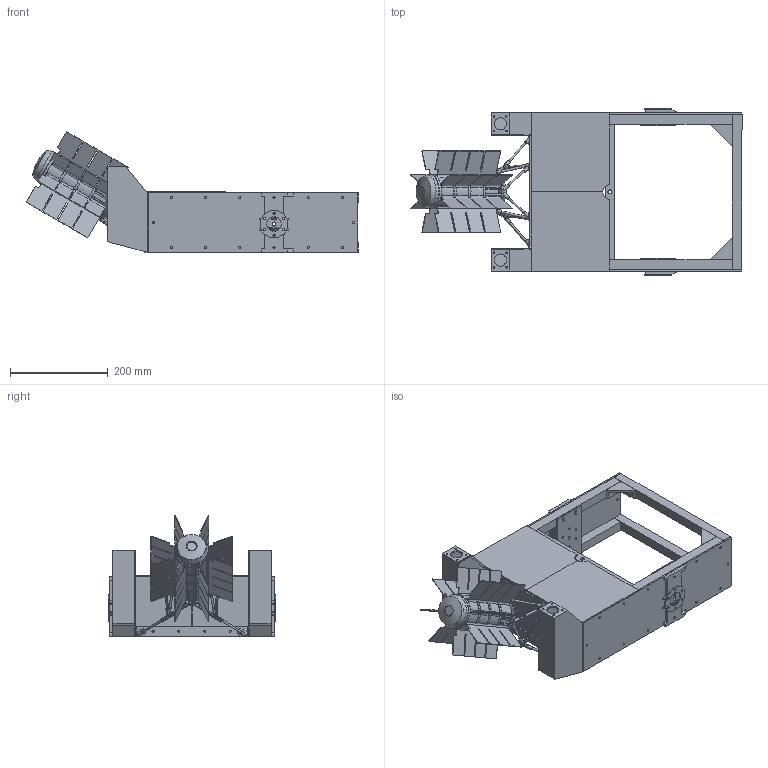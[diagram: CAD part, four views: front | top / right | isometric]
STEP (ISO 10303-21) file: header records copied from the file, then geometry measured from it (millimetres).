
FILE_DESCRIPTION(/* description */ (''),/* implementation_level */ '2;1');
FILE_NAME(/* name */ 'Chassis Assembly v9.stp',/* time_stamp */ '2020-12-05T17:48:43+01:00',/* author */ (''),/* organization */ (''),/* preprocessor_version */ 'ST-DEVELOPER v18.1',/* originating_system */ 'Autodesk Translation Framework v9.3.0.1241',/* authorisation */ '');
FILE_SCHEMA (('AUTOMOTIVE_DESIGN { 1 0 10303 214 3 1 1 }'));
Length unit declared in the file: millimetre
Products named in the file (33): _Chassis Assembly; Aluminium Profiles 20x20; Profile_20x20x277; Profile_20x20x317; Profile_20x20x389; Corner Structure; Side Cover; Support Suspension - IN; Back Cover; Back Extention; Back Ext - Right; Back Ext Cover - Right; Back Ext - Left; Back Ext Cover - Left; Support Suspension - OUT; Right; Left; Rondelle suspension; Up Cover; Up  Cover - Back; RTG; RTG_1; RTG Cover; Sup1; Sup2; Support RTG; Raccord Tige; Raccord Tige(Mirror); tige 155.5; tige 81.8; Tige 72.4; Tige 75.0; Tige 56.3
Assembly tree (51 placements, depth 3):
  _Chassis Assembly
    Aluminium Profiles 20x20
      Profile_20x20x317  x4
      Profile_20x20x389  x4
      Profile_20x20x277
      Corner Structure  x4
    Side Cover  x2
    Support Suspension - IN  x2
    Back Cover  x2
    Back Extention
      Back Ext - Right
      Back Ext Cover - Right
      Back Ext - Left
      Back Ext Cover - Left
    Support Suspension - OUT
      Right
      Left
    Rondelle suspension  x2
    Up Cover
      Up  Cover - Back
    RTG
      RTG_1
      RTG Cover  x2
      Sup1
      Sup2
      Support RTG
      Raccord Tige
      Raccord Tige(Mirror)
      tige 155.5  x2
      tige 81.8  x2
      Tige 72.4  x2
      Tige 56.3  x2
      Tige 75.0  x2
Bounding box: 679.9 x 342 x 246.91 mm (x, y, z)
Volume: 3248396.3 mm3; surface area: 1248708.4 mm2
Topology: 47 solids, 47 shells, 1734 faces, 4693 edges, 3108 vertices
Faces by surface type: plane 981, cylinder 427, bspline 312, cone 10, torus 4
Full cylindrical faces by diameter (mm): 1.5 x5, 3.2 x8, 3.5 x4, 4.2 x146, 4.4 x2, 6.2 x18, 8 x4, 8.2 x3, 10 x8, 25 x2, 30 x2, 59 x2, 62 x3, 68 x3, 70 x1
Entity records: 51073 total; most frequent: CARTESIAN_POINT 14997, ORIENTED_EDGE 7612, DIRECTION 6658, EDGE_CURVE 3806, VERTEX_POINT 2520, LINE 2320, VECTOR 2320, AXIS2_PLACEMENT_3D 2169
